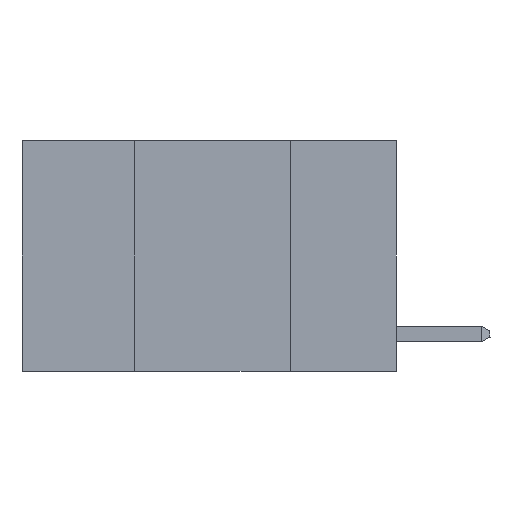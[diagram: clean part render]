
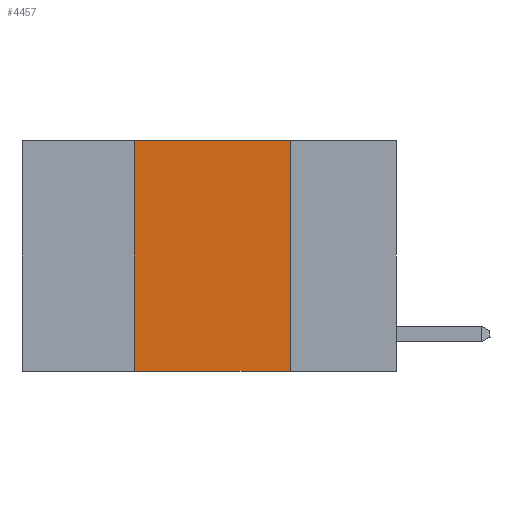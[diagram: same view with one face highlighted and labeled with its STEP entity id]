
A CAD part, left-side view. The second image highlights one B-rep face of the part: STEP entity #4457.
In plain terms, the highlighted planar face has unit normal (-1, 0, 0).
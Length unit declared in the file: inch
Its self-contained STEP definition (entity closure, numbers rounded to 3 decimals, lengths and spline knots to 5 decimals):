
#117 = VECTOR ( 'NONE', #5689, 39.37008 ) ;
#240 = ORIENTED_EDGE ( 'NONE', *, *, #3135, .F. ) ;
#267 = ORIENTED_EDGE ( 'NONE', *, *, #6364, .F. ) ;
#344 = CARTESIAN_POINT ( 'NONE',  ( 0., 0.42, 0. ) ) ;
#505 = ORIENTED_EDGE ( 'NONE', *, *, #6980, .T. ) ;
#677 = DIRECTION ( 'NONE',  ( 0., -1., 0. ) ) ;
#741 = VERTEX_POINT ( 'NONE', #6000 ) ;
#1731 = AXIS2_PLACEMENT_3D ( 'NONE', #9576, #1848, #6505 ) ;
#1848 = DIRECTION ( 'NONE',  ( 1., 0., 0. ) ) ;
#1978 = CARTESIAN_POINT ( 'NONE',  ( 0., 0.17, 0. ) ) ;
#2018 = LINE ( 'NONE', #9483, #3521 ) ;
#2208 = CARTESIAN_POINT ( 'NONE',  ( 0., 0.17, 0. ) ) ;
#2530 = VERTEX_POINT ( 'NONE', #5686 ) ;
#2562 = DIRECTION ( 'NONE',  ( 0., -1., 0. ) ) ;
#3007 = EDGE_LOOP ( 'NONE', ( #7131, #267, #240, #505 ) ) ;
#3135 = EDGE_CURVE ( 'NONE', #2530, #5493, #9624, .T. ) ;
#3229 = VECTOR ( 'NONE', #4918, 39.37008 ) ;
#3461 = LINE ( 'NONE', #1978, #3229 ) ;
#3521 = VECTOR ( 'NONE', #2562, 39.37008 ) ;
#4234 = VERTEX_POINT ( 'NONE', #2208 ) ;
#4241 = CARTESIAN_POINT ( 'NONE',  ( 0., 0.42, 0. ) ) ;
#4457 = ADVANCED_FACE ( 'NONE', ( #7007 ), #9378, .F. ) ;
#4918 = DIRECTION ( 'NONE',  ( 0., 0., -1. ) ) ;
#5493 = VERTEX_POINT ( 'NONE', #4241 ) ;
#5686 = CARTESIAN_POINT ( 'NONE',  ( 0., 0.42, -0.37 ) ) ;
#5689 = DIRECTION ( 'NONE',  ( 0., 0., 1. ) ) ;
#6000 = CARTESIAN_POINT ( 'NONE',  ( 0., 0.17, -0.37 ) ) ;
#6364 = EDGE_CURVE ( 'NONE', #5493, #4234, #6835, .T. ) ;
#6505 = DIRECTION ( 'NONE',  ( 0., 0., -1. ) ) ;
#6683 = EDGE_CURVE ( 'NONE', #4234, #741, #3461, .T. ) ;
#6835 = LINE ( 'NONE', #8349, #7815 ) ;
#6980 = EDGE_CURVE ( 'NONE', #2530, #741, #2018, .T. ) ;
#7007 = FACE_OUTER_BOUND ( 'NONE', #3007, .T. ) ;
#7131 = ORIENTED_EDGE ( 'NONE', *, *, #6683, .F. ) ;
#7815 = VECTOR ( 'NONE', #677, 39.37008 ) ;
#8349 = CARTESIAN_POINT ( 'NONE',  ( 0., 0.6, 0. ) ) ;
#9378 = PLANE ( 'NONE',  #1731 ) ;
#9483 = CARTESIAN_POINT ( 'NONE',  ( 0., 0.6, -0.37 ) ) ;
#9576 = CARTESIAN_POINT ( 'NONE',  ( 0., 0.6, 0. ) ) ;
#9624 = LINE ( 'NONE', #344, #117 ) ;
